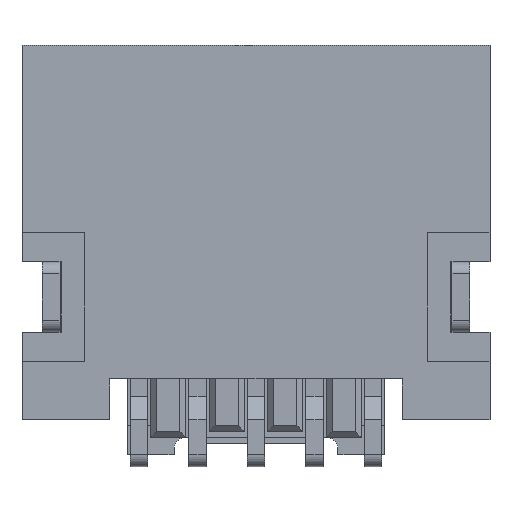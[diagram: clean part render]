
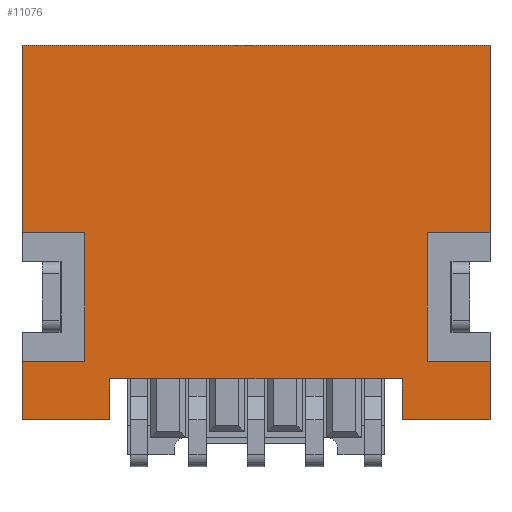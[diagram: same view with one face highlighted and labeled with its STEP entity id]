
A CAD part, front view. The second image highlights one B-rep face of the part: STEP entity #11076.
In plain terms, the highlighted planar face has unit normal (0, -1, 0).
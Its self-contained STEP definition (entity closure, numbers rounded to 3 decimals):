
#66 = VECTOR ( 'NONE', #9972, 1000. ) ;
#834 = VECTOR ( 'NONE', #11764, 1000. ) ;
#885 = VECTOR ( 'NONE', #15729, 1000. ) ;
#984 = VECTOR ( 'NONE', #21455, 1000. ) ;
#1084 = EDGE_CURVE ( 'NONE', #11846, #19831, #15035, .T. ) ;
#1121 = DIRECTION ( 'NONE',  ( 1., 0., 0. ) ) ;
#1435 = CARTESIAN_POINT ( 'NONE',  ( 1.465, 0., -0.55 ) ) ;
#2141 = VECTOR ( 'NONE', #6147, 1000. ) ;
#2333 = CARTESIAN_POINT ( 'NONE',  ( 1.25, 0., -0.7 ) ) ;
#2351 = VECTOR ( 'NONE', #19541, 1000. ) ;
#2523 = LINE ( 'NONE', #10928, #11094 ) ;
#2671 = ORIENTED_EDGE ( 'NONE', *, *, #10367, .T. ) ;
#3055 = VECTOR ( 'NONE', #16324, 1000. ) ;
#3085 = CARTESIAN_POINT ( 'NONE',  ( -1.465, 0., -0.55 ) ) ;
#3543 = ORIENTED_EDGE ( 'NONE', *, *, #17757, .T. ) ;
#3585 = VERTEX_POINT ( 'NONE', #20285 ) ;
#3662 = AXIS2_PLACEMENT_3D ( 'NONE', #11583, #20534, #1121 ) ;
#3823 = VERTEX_POINT ( 'NONE', #14340 ) ;
#3936 = CARTESIAN_POINT ( 'NONE',  ( -1.25, 0., -1.05 ) ) ;
#4059 = LINE ( 'NONE', #16435, #3055 ) ;
#4291 = EDGE_CURVE ( 'NONE', #6130, #9995, #4329, .T. ) ;
#4329 = LINE ( 'NONE', #11261, #2141 ) ;
#4568 = VECTOR ( 'NONE', #21757, 1000. ) ;
#4642 = CARTESIAN_POINT ( 'NONE',  ( 1.465, 0., -0.55 ) ) ;
#4760 = CARTESIAN_POINT ( 'NONE',  ( 1.465, 0., 0.55 ) ) ;
#4841 = ORIENTED_EDGE ( 'NONE', *, *, #13697, .F. ) ;
#5617 = CARTESIAN_POINT ( 'NONE',  ( -2., 0., 0.55 ) ) ;
#5837 = EDGE_CURVE ( 'NONE', #3585, #9177, #16562, .T. ) ;
#6130 = VERTEX_POINT ( 'NONE', #3936 ) ;
#6147 = DIRECTION ( 'NONE',  ( 0., 0., 1. ) ) ;
#6565 = CARTESIAN_POINT ( 'NONE',  ( 1.25, 0., -0.7 ) ) ;
#6700 = EDGE_CURVE ( 'NONE', #7782, #12782, #2523, .T. ) ;
#7216 = VERTEX_POINT ( 'NONE', #16690 ) ;
#7782 = VERTEX_POINT ( 'NONE', #13084 ) ;
#7788 = ORIENTED_EDGE ( 'NONE', *, *, #10001, .T. ) ;
#7820 = PLANE ( 'NONE',  #3662 ) ;
#8045 = LINE ( 'NONE', #4642, #66 ) ;
#8260 = EDGE_CURVE ( 'NONE', #18636, #13188, #21353, .T. ) ;
#9036 = LINE ( 'NONE', #5617, #12991 ) ;
#9051 = EDGE_CURVE ( 'NONE', #14138, #3823, #9036, .T. ) ;
#9177 = VERTEX_POINT ( 'NONE', #21751 ) ;
#9252 = DIRECTION ( 'NONE',  ( 1., 0., 0. ) ) ;
#9759 = DIRECTION ( 'NONE',  ( 1., 0., 0. ) ) ;
#9941 = CARTESIAN_POINT ( 'NONE',  ( 2., 0., 2.15 ) ) ;
#9972 = DIRECTION ( 'NONE',  ( 0., 0., 1. ) ) ;
#9995 = VERTEX_POINT ( 'NONE', #20196 ) ;
#10001 = EDGE_CURVE ( 'NONE', #12782, #3585, #8045, .T. ) ;
#10025 = CARTESIAN_POINT ( 'NONE',  ( 1.25, 0., -1.05 ) ) ;
#10074 = ORIENTED_EDGE ( 'NONE', *, *, #19038, .F. ) ;
#10249 = DIRECTION ( 'NONE',  ( 0., 0., 1. ) ) ;
#10260 = VERTEX_POINT ( 'NONE', #2333 ) ;
#10308 = VECTOR ( 'NONE', #22142, 1000. ) ;
#10367 = EDGE_CURVE ( 'NONE', #9995, #10260, #16645, .T. ) ;
#10625 = LINE ( 'NONE', #11905, #885 ) ;
#10753 = VECTOR ( 'NONE', #9759, 1000. ) ;
#10875 = LINE ( 'NONE', #14053, #18761 ) ;
#10906 = CARTESIAN_POINT ( 'NONE',  ( 1.25, 0., -1.05 ) ) ;
#10928 = CARTESIAN_POINT ( 'NONE',  ( 2., 0., -0.55 ) ) ;
#10970 = VECTOR ( 'NONE', #17414, 1000. ) ;
#11002 = FACE_OUTER_BOUND ( 'NONE', #13513, .T. ) ;
#11076 = ADVANCED_FACE ( 'NONE', ( #11002 ), #7820, .F. ) ;
#11094 = VECTOR ( 'NONE', #16137, 1000. ) ;
#11261 = CARTESIAN_POINT ( 'NONE',  ( -1.25, 0., -1.05 ) ) ;
#11583 = CARTESIAN_POINT ( 'NONE',  ( 0., 0., 0.55 ) ) ;
#11678 = LINE ( 'NONE', #6565, #10970 ) ;
#11764 = DIRECTION ( 'NONE',  ( 1., 0., 0. ) ) ;
#11816 = CARTESIAN_POINT ( 'NONE',  ( 2., 0., 2.15 ) ) ;
#11846 = VERTEX_POINT ( 'NONE', #18186 ) ;
#11905 = CARTESIAN_POINT ( 'NONE',  ( -1.465, 0., 0.55 ) ) ;
#11913 = VERTEX_POINT ( 'NONE', #3085 ) ;
#12179 = CARTESIAN_POINT ( 'NONE',  ( 2., 0., -1.05 ) ) ;
#12353 = DIRECTION ( 'NONE',  ( 0., 0., 1. ) ) ;
#12621 = LINE ( 'NONE', #18175, #2351 ) ;
#12782 = VERTEX_POINT ( 'NONE', #1435 ) ;
#12991 = VECTOR ( 'NONE', #9252, 1000. ) ;
#13084 = CARTESIAN_POINT ( 'NONE',  ( 2., 0., -0.55 ) ) ;
#13188 = VERTEX_POINT ( 'NONE', #12179 ) ;
#13513 = EDGE_LOOP ( 'NONE', ( #10074, #19031, #4841, #13677, #17703, #14959, #20813, #22444, #20670, #2671, #3543, #16870, #19718, #21522, #7788, #18240 ) ) ;
#13677 = ORIENTED_EDGE ( 'NONE', *, *, #9051, .T. ) ;
#13697 = EDGE_CURVE ( 'NONE', #14138, #11846, #10875, .T. ) ;
#14053 = CARTESIAN_POINT ( 'NONE',  ( -2., 0., 0.55 ) ) ;
#14138 = VERTEX_POINT ( 'NONE', #17433 ) ;
#14152 = EDGE_CURVE ( 'NONE', #7216, #17319, #15250, .T. ) ;
#14340 = CARTESIAN_POINT ( 'NONE',  ( -1.465, 0., 0.55 ) ) ;
#14959 = ORIENTED_EDGE ( 'NONE', *, *, #19237, .T. ) ;
#15035 = LINE ( 'NONE', #21741, #18255 ) ;
#15102 = CARTESIAN_POINT ( 'NONE',  ( -2., 0., -0.55 ) ) ;
#15165 = VECTOR ( 'NONE', #10249, 1000. ) ;
#15250 = LINE ( 'NONE', #17067, #15165 ) ;
#15729 = DIRECTION ( 'NONE',  ( 0., 0., -1. ) ) ;
#16137 = DIRECTION ( 'NONE',  ( -1., 0., 0. ) ) ;
#16324 = DIRECTION ( 'NONE',  ( -1., 0., 0. ) ) ;
#16400 = DIRECTION ( 'NONE',  ( 1., 0., 0. ) ) ;
#16435 = CARTESIAN_POINT ( 'NONE',  ( -1.465, 0., -0.55 ) ) ;
#16562 = LINE ( 'NONE', #4760, #10753 ) ;
#16645 = LINE ( 'NONE', #21978, #834 ) ;
#16690 = CARTESIAN_POINT ( 'NONE',  ( -2., 0., -1.05 ) ) ;
#16870 = ORIENTED_EDGE ( 'NONE', *, *, #8260, .T. ) ;
#17067 = CARTESIAN_POINT ( 'NONE',  ( -2., 0., -1.05 ) ) ;
#17319 = VERTEX_POINT ( 'NONE', #15102 ) ;
#17414 = DIRECTION ( 'NONE',  ( 0., 0., -1. ) ) ;
#17433 = CARTESIAN_POINT ( 'NONE',  ( -2., 0., 0.55 ) ) ;
#17703 = ORIENTED_EDGE ( 'NONE', *, *, #19523, .T. ) ;
#17757 = EDGE_CURVE ( 'NONE', #10260, #18636, #11678, .T. ) ;
#18175 = CARTESIAN_POINT ( 'NONE',  ( 2., 0., -1.05 ) ) ;
#18186 = CARTESIAN_POINT ( 'NONE',  ( -2., 0., 2.15 ) ) ;
#18240 = ORIENTED_EDGE ( 'NONE', *, *, #5837, .T. ) ;
#18255 = VECTOR ( 'NONE', #16400, 1000. ) ;
#18573 = CARTESIAN_POINT ( 'NONE',  ( -2., 0., -1.05 ) ) ;
#18636 = VERTEX_POINT ( 'NONE', #10025 ) ;
#18761 = VECTOR ( 'NONE', #12353, 1000. ) ;
#19031 = ORIENTED_EDGE ( 'NONE', *, *, #1084, .F. ) ;
#19038 = EDGE_CURVE ( 'NONE', #19831, #9177, #20555, .T. ) ;
#19237 = EDGE_CURVE ( 'NONE', #11913, #17319, #4059, .T. ) ;
#19523 = EDGE_CURVE ( 'NONE', #3823, #11913, #10625, .T. ) ;
#19541 = DIRECTION ( 'NONE',  ( 0., 0., 1. ) ) ;
#19718 = ORIENTED_EDGE ( 'NONE', *, *, #20077, .T. ) ;
#19831 = VERTEX_POINT ( 'NONE', #9941 ) ;
#19941 = LINE ( 'NONE', #18573, #4568 ) ;
#20077 = EDGE_CURVE ( 'NONE', #13188, #7782, #12621, .T. ) ;
#20196 = CARTESIAN_POINT ( 'NONE',  ( -1.25, 0., -0.7 ) ) ;
#20285 = CARTESIAN_POINT ( 'NONE',  ( 1.465, 0., 0.55 ) ) ;
#20534 = DIRECTION ( 'NONE',  ( 0., 1., 0. ) ) ;
#20555 = LINE ( 'NONE', #11816, #10308 ) ;
#20670 = ORIENTED_EDGE ( 'NONE', *, *, #4291, .T. ) ;
#20813 = ORIENTED_EDGE ( 'NONE', *, *, #14152, .F. ) ;
#20964 = EDGE_CURVE ( 'NONE', #7216, #6130, #19941, .T. ) ;
#21353 = LINE ( 'NONE', #10906, #984 ) ;
#21455 = DIRECTION ( 'NONE',  ( 1., 0., 0. ) ) ;
#21522 = ORIENTED_EDGE ( 'NONE', *, *, #6700, .T. ) ;
#21741 = CARTESIAN_POINT ( 'NONE',  ( -2., 0., 2.15 ) ) ;
#21751 = CARTESIAN_POINT ( 'NONE',  ( 2., 0., 0.55 ) ) ;
#21757 = DIRECTION ( 'NONE',  ( 1., 0., 0. ) ) ;
#21978 = CARTESIAN_POINT ( 'NONE',  ( -1.25, 0., -0.7 ) ) ;
#22142 = DIRECTION ( 'NONE',  ( 0., 0., -1. ) ) ;
#22444 = ORIENTED_EDGE ( 'NONE', *, *, #20964, .T. ) ;
